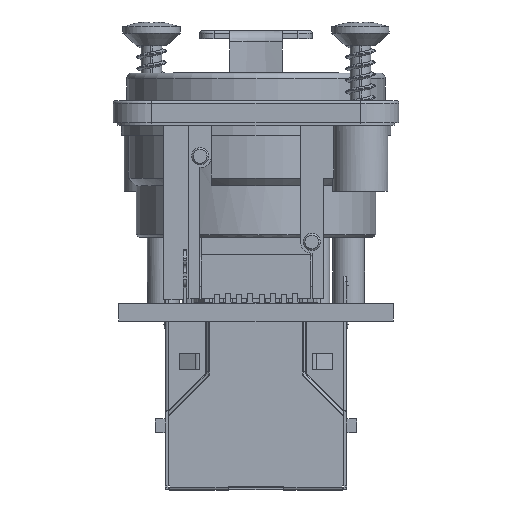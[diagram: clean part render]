
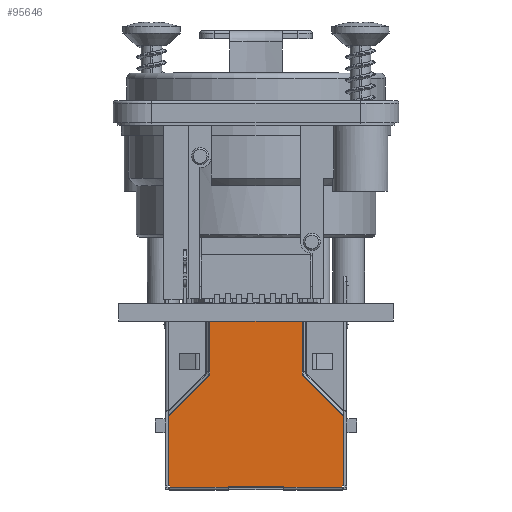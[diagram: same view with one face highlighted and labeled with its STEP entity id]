
A CAD part, front view. The second image highlights one B-rep face of the part: STEP entity #95646.
In plain terms, the highlighted face is planar.
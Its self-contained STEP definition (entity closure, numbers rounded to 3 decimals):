
#95408=CARTESIAN_POINT('',(-4.191,6.782,-15.113));
#95409=VERTEX_POINT('',#95408);
#95417=CARTESIAN_POINT('',(4.191,6.782,-15.113));
#95418=VERTEX_POINT('',#95417);
#95419=CARTESIAN_POINT('',(-4.191,6.782,-15.113));
#95420=DIRECTION('',(1.0,0.0,0.0));
#95421=VECTOR('',#95420,8.382);
#95422=LINE('',#95419,#95421);
#95423=EDGE_CURVE('',#95409,#95418,#95422,.T.);
#95502=CARTESIAN_POINT('',(4.417,6.782,-9.955));
#95503=DIRECTION('',(0.0,-1.0,0.0));
#95504=DIRECTION('',(0.0,0.0,-1.0));
#95505=AXIS2_PLACEMENT_3D('',#95502,#95503,#95504);
#95506=PLANE('',#95505);
#95507=ORIENTED_EDGE('',*,*,#95423,.F.);
#95508=CARTESIAN_POINT('',(-4.191,6.782,-10.496));
#95509=VERTEX_POINT('',#95508);
#95510=CARTESIAN_POINT('',(-4.191,6.782,-15.113));
#95511=DIRECTION('',(0.0,0.0,1.0));
#95512=VECTOR('',#95511,4.617);
#95513=LINE('',#95510,#95512);
#95514=EDGE_CURVE('',#95409,#95509,#95513,.T.);
#95515=ORIENTED_EDGE('',*,*,#95514,.T.);
#95516=CARTESIAN_POINT('',(-4.417,6.782,-9.955));
#95517=VERTEX_POINT('',#95516);
#95518=CARTESIAN_POINT('',(-4.953,6.782,-10.496));
#95519=DIRECTION('',(0.0,-1.0,0.0));
#95520=DIRECTION('',(1.0,0.0,0.0));
#95521=AXIS2_PLACEMENT_3D('',#95518,#95519,#95520);
#95522=CIRCLE('',#95521,0.762);
#95523=EDGE_CURVE('',#95509,#95517,#95522,.T.);
#95524=ORIENTED_EDGE('',*,*,#95523,.T.);
#95525=CARTESIAN_POINT('',(-7.976,6.782,-6.426));
#95526=VERTEX_POINT('',#95525);
#95527=CARTESIAN_POINT('',(-4.417,6.782,-9.955));
#95528=DIRECTION('',(-0.71,0.,0.704));
#95529=VECTOR('',#95528,5.012);
#95530=LINE('',#95527,#95529);
#95531=EDGE_CURVE('',#95517,#95526,#95530,.T.);
#95532=ORIENTED_EDGE('',*,*,#95531,.T.);
#95533=CARTESIAN_POINT('',(-7.976,6.782,-0.154));
#95534=VERTEX_POINT('',#95533);
#95535=CARTESIAN_POINT('',(-7.976,6.782,-0.154));
#95536=DIRECTION('',(0.0,0.0,-1.0));
#95537=VECTOR('',#95536,6.272);
#95538=LINE('',#95535,#95537);
#95539=EDGE_CURVE('',#95534,#95526,#95538,.T.);
#95540=ORIENTED_EDGE('',*,*,#95539,.F.);
#95541=CARTESIAN_POINT('',(-7.847,6.782,-0.154));
#95542=VERTEX_POINT('',#95541);
#95543=CARTESIAN_POINT('',(-7.847,6.782,-0.154));
#95544=DIRECTION('',(-1.0,0.0,0.0));
#95545=VECTOR('',#95544,0.129);
#95546=LINE('',#95543,#95545);
#95547=EDGE_CURVE('',#95542,#95534,#95546,.T.);
#95548=ORIENTED_EDGE('',*,*,#95547,.F.);
#95549=CARTESIAN_POINT('',(-7.847,6.782,0.));
#95550=VERTEX_POINT('',#95549);
#95551=CARTESIAN_POINT('',(-7.847,6.782,-0.154));
#95552=DIRECTION('',(0.0,0.0,1.0));
#95553=VECTOR('',#95552,0.154);
#95554=LINE('',#95551,#95553);
#95555=EDGE_CURVE('',#95542,#95550,#95554,.T.);
#95556=ORIENTED_EDGE('',*,*,#95555,.T.);
#95557=CARTESIAN_POINT('',(-2.54,6.782,0.));
#95558=VERTEX_POINT('',#95557);
#95559=CARTESIAN_POINT('',(-7.847,6.782,0.));
#95560=DIRECTION('',(1.0,0.0,0.0));
#95561=VECTOR('',#95560,5.307);
#95562=LINE('',#95559,#95561);
#95563=EDGE_CURVE('',#95550,#95558,#95562,.T.);
#95564=ORIENTED_EDGE('',*,*,#95563,.T.);
#95565=CARTESIAN_POINT('',(-2.54,6.782,-0.025));
#95566=VERTEX_POINT('',#95565);
#95567=CARTESIAN_POINT('',(-2.54,6.782,-0.025));
#95568=DIRECTION('',(0.0,0.0,1.0));
#95569=VECTOR('',#95568,0.025);
#95570=LINE('',#95567,#95569);
#95571=EDGE_CURVE('',#95566,#95558,#95570,.T.);
#95572=ORIENTED_EDGE('',*,*,#95571,.F.);
#95573=CARTESIAN_POINT('',(2.54,6.782,-0.025));
#95574=VERTEX_POINT('',#95573);
#95575=CARTESIAN_POINT('',(-2.54,6.782,-0.025));
#95576=DIRECTION('',(1.0,0.0,0.0));
#95577=VECTOR('',#95576,5.08);
#95578=LINE('',#95575,#95577);
#95579=EDGE_CURVE('',#95566,#95574,#95578,.T.);
#95580=ORIENTED_EDGE('',*,*,#95579,.T.);
#95581=CARTESIAN_POINT('',(2.54,6.782,0.));
#95582=VERTEX_POINT('',#95581);
#95583=CARTESIAN_POINT('',(2.54,6.782,-0.025));
#95584=DIRECTION('',(0.0,0.0,1.0));
#95585=VECTOR('',#95584,0.025);
#95586=LINE('',#95583,#95585);
#95587=EDGE_CURVE('',#95574,#95582,#95586,.T.);
#95588=ORIENTED_EDGE('',*,*,#95587,.T.);
#95589=CARTESIAN_POINT('',(7.847,6.782,0.));
#95590=VERTEX_POINT('',#95589);
#95591=CARTESIAN_POINT('',(7.847,6.782,0.));
#95592=DIRECTION('',(-1.0,0.0,0.0));
#95593=VECTOR('',#95592,5.307);
#95594=LINE('',#95591,#95593);
#95595=EDGE_CURVE('',#95590,#95582,#95594,.T.);
#95596=ORIENTED_EDGE('',*,*,#95595,.F.);
#95597=CARTESIAN_POINT('',(7.847,6.782,-0.154));
#95598=VERTEX_POINT('',#95597);
#95599=CARTESIAN_POINT('',(7.847,6.782,-0.154));
#95600=DIRECTION('',(0.0,0.0,1.0));
#95601=VECTOR('',#95600,0.154);
#95602=LINE('',#95599,#95601);
#95603=EDGE_CURVE('',#95598,#95590,#95602,.T.);
#95604=ORIENTED_EDGE('',*,*,#95603,.F.);
#95605=CARTESIAN_POINT('',(7.976,6.782,-0.154));
#95606=VERTEX_POINT('',#95605);
#95607=CARTESIAN_POINT('',(7.847,6.782,-0.154));
#95608=DIRECTION('',(1.0,0.0,0.0));
#95609=VECTOR('',#95608,0.129);
#95610=LINE('',#95607,#95609);
#95611=EDGE_CURVE('',#95598,#95606,#95610,.T.);
#95612=ORIENTED_EDGE('',*,*,#95611,.T.);
#95613=CARTESIAN_POINT('',(7.976,6.782,-6.426));
#95614=VERTEX_POINT('',#95613);
#95615=CARTESIAN_POINT('',(7.976,6.782,-0.154));
#95616=DIRECTION('',(0.0,0.0,-1.0));
#95617=VECTOR('',#95616,6.272);
#95618=LINE('',#95615,#95617);
#95619=EDGE_CURVE('',#95606,#95614,#95618,.T.);
#95620=ORIENTED_EDGE('',*,*,#95619,.T.);
#95621=CARTESIAN_POINT('',(4.417,6.782,-9.955));
#95622=VERTEX_POINT('',#95621);
#95623=CARTESIAN_POINT('',(4.417,6.782,-9.955));
#95624=DIRECTION('',(0.71,0.,0.704));
#95625=VECTOR('',#95624,5.012);
#95626=LINE('',#95623,#95625);
#95627=EDGE_CURVE('',#95622,#95614,#95626,.T.);
#95628=ORIENTED_EDGE('',*,*,#95627,.F.);
#95629=CARTESIAN_POINT('',(4.191,6.782,-10.496));
#95630=VERTEX_POINT('',#95629);
#95631=CARTESIAN_POINT('',(4.953,6.782,-10.496));
#95632=DIRECTION('',(0.0,1.0,0.0));
#95633=DIRECTION('',(-1.0,0.0,0.0));
#95634=AXIS2_PLACEMENT_3D('',#95631,#95632,#95633);
#95635=CIRCLE('',#95634,0.762);
#95636=EDGE_CURVE('',#95630,#95622,#95635,.T.);
#95637=ORIENTED_EDGE('',*,*,#95636,.F.);
#95638=CARTESIAN_POINT('',(4.191,6.782,-15.113));
#95639=DIRECTION('',(0.0,0.0,1.0));
#95640=VECTOR('',#95639,4.617);
#95641=LINE('',#95638,#95640);
#95642=EDGE_CURVE('',#95418,#95630,#95641,.T.);
#95643=ORIENTED_EDGE('',*,*,#95642,.F.);
#95644=EDGE_LOOP('',(#95507,#95515,#95524,#95532,#95540,#95548,#95556,#95564,#95572,#95580,#95588,#95596,#95604,#95612,#95620,#95628,#95637,#95643));
#95645=FACE_OUTER_BOUND('',#95644,.T.);
#95646=ADVANCED_FACE('',(#95645),#95506,.F.);
